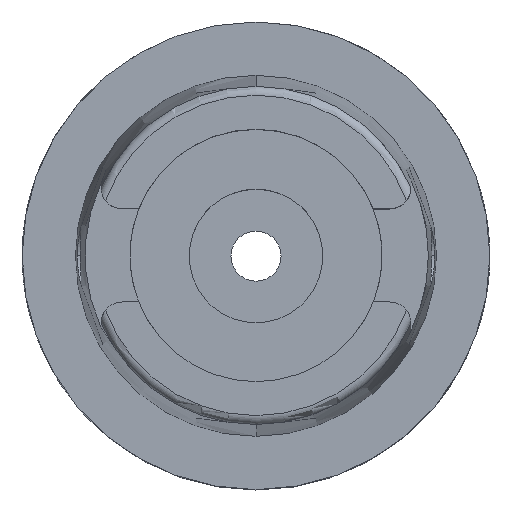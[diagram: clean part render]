
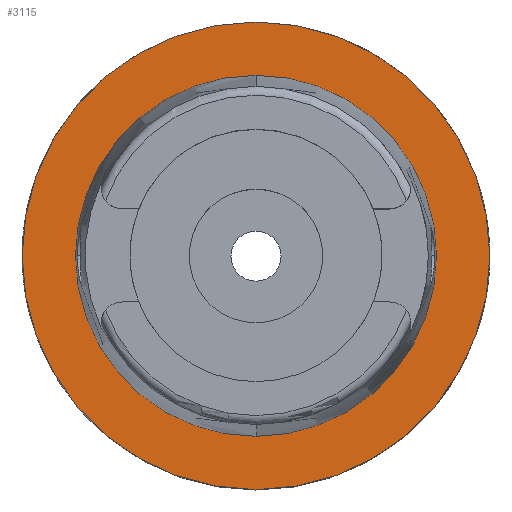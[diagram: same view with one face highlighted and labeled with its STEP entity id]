
A CAD part, top view. The second image highlights one B-rep face of the part: STEP entity #3115.
In plain terms, the highlighted planar face has unit normal (0, 0, 1).
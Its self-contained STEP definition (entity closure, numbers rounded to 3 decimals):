
#633=CARTESIAN_POINT('',(0.,0.,0.));
#634=DIRECTION('',(0.,0.,-1.));
#635=DIRECTION('',(0.,-1.,0.));
#636=AXIS2_PLACEMENT_3D('',#633,#634,#635);
#641=CARTESIAN_POINT('',(0.,0.,0.));
#642=DIRECTION('',(0.,0.,-1.));
#643=DIRECTION('',(0.,1.,0.));
#644=AXIS2_PLACEMENT_3D('',#641,#642,#643);
#649=CARTESIAN_POINT('',(0.,0.,0.));
#650=DIRECTION('',(0.,0.,1.));
#651=DIRECTION('',(0.,-1.,0.));
#652=AXIS2_PLACEMENT_3D('',#649,#650,#651);
#657=CARTESIAN_POINT('',(0.,0.,0.));
#658=DIRECTION('',(0.,0.,1.));
#659=DIRECTION('',(0.,1.,0.));
#660=AXIS2_PLACEMENT_3D('',#657,#658,#659);
#2459=CARTESIAN_POINT('',(0.,-24.315,0.));
#2460=VERTEX_POINT('',#2459);
#2461=CARTESIAN_POINT('',(0.,24.315,0.));
#2462=VERTEX_POINT('',#2461);
#2469=CARTESIAN_POINT('',(0.,-31.5,0.));
#2470=CARTESIAN_POINT('',(0.,31.5,0.));
#2471=VERTEX_POINT('',#2469);
#2472=VERTEX_POINT('',#2470);
#3100=CARTESIAN_POINT('',(0.,0.,0.));
#3101=DIRECTION('',(0.,0.,-1.));
#3102=DIRECTION('',(0.,-1.,0.));
#3103=AXIS2_PLACEMENT_3D('',#3100,#3101,#3102);
#3104=PLANE('',#3103);
#3106=ORIENTED_EDGE('',*,*,#3105,.T.);
#3108=ORIENTED_EDGE('',*,*,#3107,.T.);
#3109=EDGE_LOOP('',(#3106,#3108));
#3110=FACE_OUTER_BOUND('',#3109,.F.);
#3111=ORIENTED_EDGE('',*,*,#2973,.T.);
#3112=ORIENTED_EDGE('',*,*,#3074,.T.);
#3113=EDGE_LOOP('',(#3111,#3112));
#3114=FACE_BOUND('',#3113,.F.);
#637=CIRCLE('',#636,31.5);
#645=CIRCLE('',#644,31.5);
#653=CIRCLE('',#652,24.315);
#661=CIRCLE('',#660,24.315);
#2973=EDGE_CURVE('',#2460,#2462,#653,.T.);
#3074=EDGE_CURVE('',#2462,#2460,#661,.T.);
#3105=EDGE_CURVE('',#2471,#2472,#637,.T.);
#3107=EDGE_CURVE('',#2472,#2471,#645,.T.);
#3115=ADVANCED_FACE('',(#3110,#3114),#3104,.F.);
